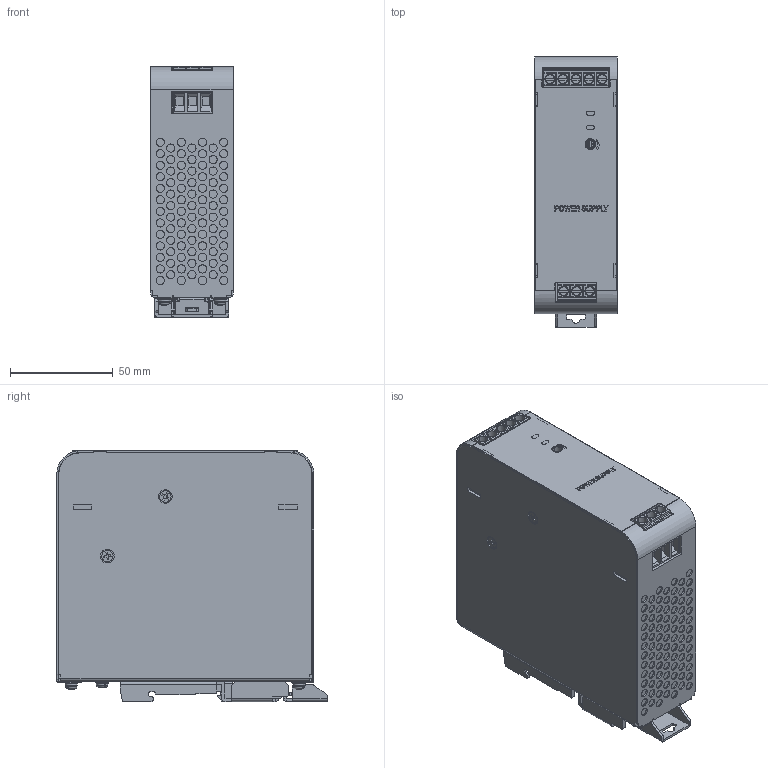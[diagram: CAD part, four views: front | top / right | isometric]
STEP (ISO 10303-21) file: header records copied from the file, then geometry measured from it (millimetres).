
FILE_DESCRIPTION (( 'STEP AP214' ), '1' );
FILE_NAME ('PSRS-24-120.STEP', '2025-09-03T18:49:29', ( '' ), ( '' ), 'SwSTEP 2.0', 'SolidWorks 2024', '' );
FILE_SCHEMA (( 'AUTOMOTIVE_DESIGN' ));
Length unit declared in the file: millimetre
Products named in the file (1): PSRS-24-120
Bounding box: 40.05 x 131.5 x 122.25 mm (x, y, z)
Volume: 559900.7 mm3; surface area: 72532.5 mm2
Topology: 2 solids, 13 shells, 2380 faces, 5977 edges, 3866 vertices
Faces by surface type: plane 1209, cylinder 866, cone 130, torus 105, bspline 38, sphere 32
Entity records: 75554 total; most frequent: CARTESIAN_POINT 17454, DIRECTION 12478, ORIENTED_EDGE 11918, EDGE_CURVE 5959, AXIS2_PLACEMENT_3D 4728, VERTEX_POINT 3866, LINE 3022, VECTOR 3022
